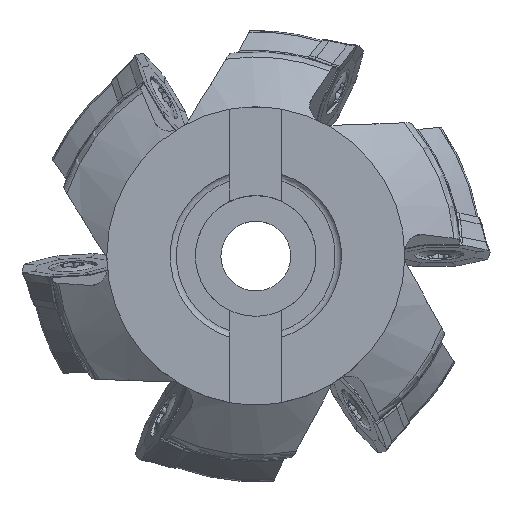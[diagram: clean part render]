
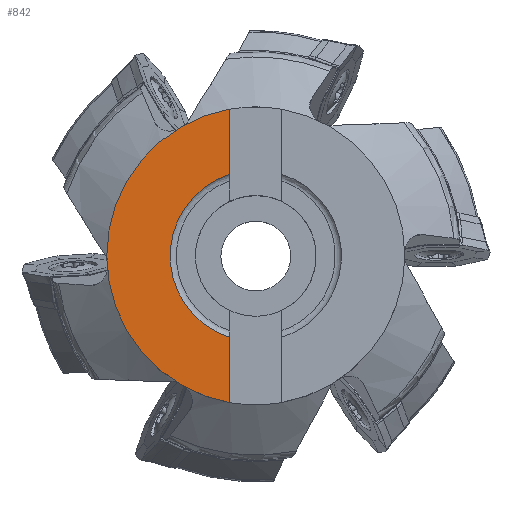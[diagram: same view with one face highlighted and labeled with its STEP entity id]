
A CAD part, top view. The second image highlights one B-rep face of the part: STEP entity #842.
In plain terms, the highlighted planar face has unit normal (0, 0, 1).
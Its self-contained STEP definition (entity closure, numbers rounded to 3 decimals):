
#637=CIRCLE('',#7064,13.5);
#638=CIRCLE('',#7065,23.5);
#842=ADVANCED_FACE('',(#1291),#1169,.T.);
#1169=PLANE('',#7066);
#1291=FACE_OUTER_BOUND('',#1608,.T.);
#1608=EDGE_LOOP('',(#2678,#2679,#2680,#2681));
#2009=LINE('',#9858,#2191);
#2010=LINE('',#9862,#2192);
#2191=VECTOR('',#7775,1.);
#2192=VECTOR('',#7778,1.);
#2678=ORIENTED_EDGE('',*,*,#5384,.F.);
#2679=ORIENTED_EDGE('',*,*,#5385,.F.);
#2680=ORIENTED_EDGE('',*,*,#5386,.T.);
#2681=ORIENTED_EDGE('',*,*,#5387,.F.);
#4616=VERTEX_POINT('',#9856);
#4617=VERTEX_POINT('',#9857);
#4618=VERTEX_POINT('',#9859);
#4619=VERTEX_POINT('',#9861);
#5384=EDGE_CURVE('',#4616,#4617,#637,.T.);
#5385=EDGE_CURVE('',#4618,#4616,#2009,.T.);
#5386=EDGE_CURVE('',#4618,#4619,#638,.T.);
#5387=EDGE_CURVE('',#4617,#4619,#2010,.T.);
#7064=AXIS2_PLACEMENT_3D('',#9855,#7773,#7774);
#7065=AXIS2_PLACEMENT_3D('',#9860,#7776,#7777);
#7066=AXIS2_PLACEMENT_3D('',#9863,#7779,#7780);
#7773=DIRECTION('',(0.,0.,1.));
#7774=DIRECTION('',(-1.,0.,0.));
#7775=DIRECTION('',(0.,-1.,0.));
#7776=DIRECTION('',(0.,0.,1.));
#7777=DIRECTION('',(-1.,0.,0.));
#7778=DIRECTION('',(0.,-1.,0.));
#7779=DIRECTION('',(0.,0.,1.));
#7780=DIRECTION('',(-1.,0.,0.));
#9855=CARTESIAN_POINT('',(0.,0.,0.));
#9856=CARTESIAN_POINT('',(-4.098,12.863,0.));
#9857=CARTESIAN_POINT('',(-4.098,-12.863,0.));
#9858=CARTESIAN_POINT('',(-4.098,34.088,0.));
#9859=CARTESIAN_POINT('',(-4.098,23.14,0.));
#9860=CARTESIAN_POINT('',(0.,0.,0.));
#9861=CARTESIAN_POINT('',(-4.098,-23.14,0.));
#9862=CARTESIAN_POINT('',(-4.098,0.,0.));
#9863=CARTESIAN_POINT('',(0.,0.,0.));
